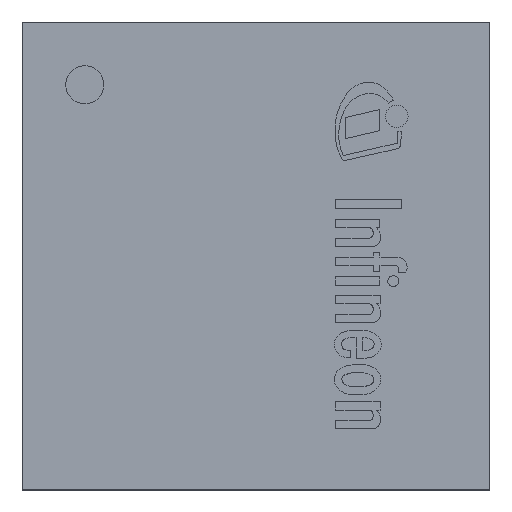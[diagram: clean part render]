
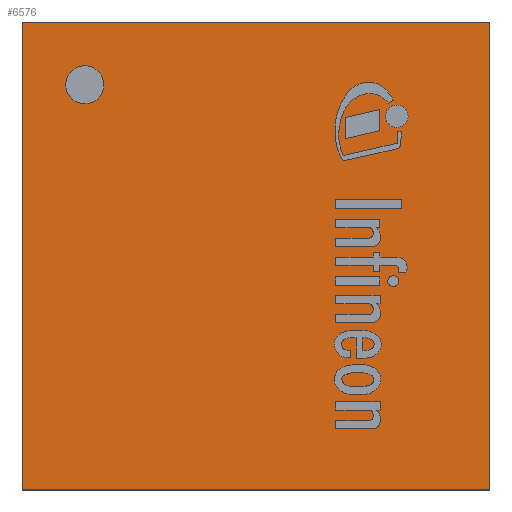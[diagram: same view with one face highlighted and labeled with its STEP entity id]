
A CAD part, top view. The second image highlights one B-rep face of the part: STEP entity #6576.
In plain terms, the highlighted planar face has unit normal (0, 0, 1).
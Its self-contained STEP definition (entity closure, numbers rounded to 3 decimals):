
#673=LINE('',#10999,#940);
#676=LINE('',#11005,#943);
#679=LINE('',#11011,#946);
#682=LINE('',#11015,#949);
#940=VECTOR('',#8574,1.);
#943=VECTOR('',#8579,1.);
#946=VECTOR('',#8584,1.);
#949=VECTOR('',#8589,1.);
#1210=PLANE('',#7490);
#1511=FACE_BOUND('',#2421,.T.);
#1713=FACE_OUTER_BOUND('',#2420,.T.);
#2420=EDGE_LOOP('',(#5008,#5009,#5010,#5011));
#2421=EDGE_LOOP('',(#5012));
#3316=CIRCLE('',#7483,0.5);
#3706=VERTEX_POINT('',#10987);
#3710=VERTEX_POINT('',#10996);
#3711=VERTEX_POINT('',#10998);
#3713=VERTEX_POINT('',#11004);
#3715=VERTEX_POINT('',#11010);
#4296=EDGE_CURVE('',#3706,#3706,#3316,.T.);
#4300=EDGE_CURVE('',#3711,#3710,#673,.T.);
#4303=EDGE_CURVE('',#3713,#3711,#676,.T.);
#4306=EDGE_CURVE('',#3715,#3713,#679,.T.);
#4309=EDGE_CURVE('',#3710,#3715,#682,.T.);
#5008=ORIENTED_EDGE('',*,*,#4309,.T.);
#5009=ORIENTED_EDGE('',*,*,#4306,.T.);
#5010=ORIENTED_EDGE('',*,*,#4303,.T.);
#5011=ORIENTED_EDGE('',*,*,#4300,.T.);
#5012=ORIENTED_EDGE('',*,*,#4296,.T.);
#6576=ADVANCED_FACE('',(#1713,#1511),#1210,.T.);
#7483=AXIS2_PLACEMENT_3D('',#10988,#8564,#8565);
#7490=AXIS2_PLACEMENT_3D('',#11016,#8590,#8591);
#8564=DIRECTION('center_axis',(0.,0.,-1.));
#8565=DIRECTION('ref_axis',(0.,1.,0.));
#8574=DIRECTION('',(1.,0.,0.));
#8579=DIRECTION('',(0.,-1.,0.));
#8584=DIRECTION('',(-1.,0.,0.));
#8589=DIRECTION('',(0.,1.,0.));
#8590=DIRECTION('center_axis',(0.,0.,1.));
#8591=DIRECTION('ref_axis',(0.,-1.,0.));
#10987=CARTESIAN_POINT('',(-4.5,4.,1.7));
#10988=CARTESIAN_POINT('Origin',(-4.5,4.5,1.7));
#10996=CARTESIAN_POINT('',(6.15,-6.15,1.7));
#10998=CARTESIAN_POINT('',(-6.15,-6.15,1.7));
#10999=CARTESIAN_POINT('',(-6.15,-6.15,1.7));
#11004=CARTESIAN_POINT('',(-6.15,6.15,1.7));
#11005=CARTESIAN_POINT('',(-6.15,6.15,1.7));
#11010=CARTESIAN_POINT('',(6.15,6.15,1.7));
#11011=CARTESIAN_POINT('',(6.15,6.15,1.7));
#11015=CARTESIAN_POINT('',(6.15,-6.15,1.7));
#11016=CARTESIAN_POINT('Origin',(0.,0.,1.7));
